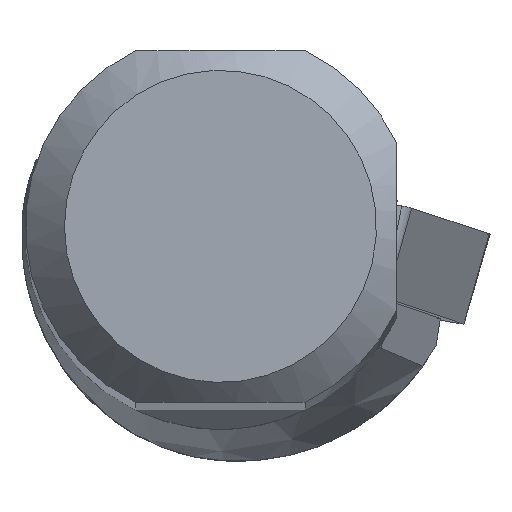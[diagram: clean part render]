
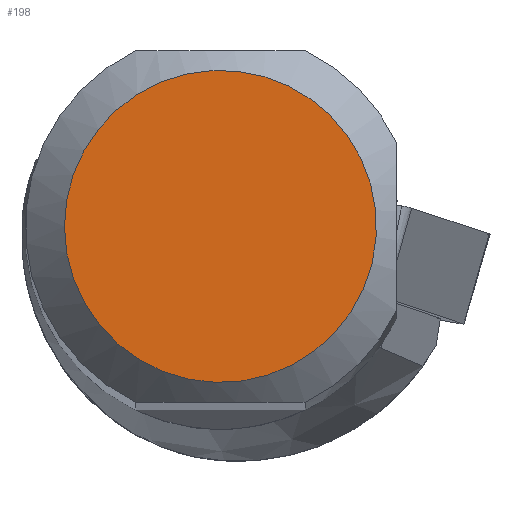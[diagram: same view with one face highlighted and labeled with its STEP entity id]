
A CAD part, top view. The second image highlights one B-rep face of the part: STEP entity #198.
In plain terms, the highlighted planar face has unit normal (0, 0, 1).
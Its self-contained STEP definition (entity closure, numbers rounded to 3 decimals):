
#154=FACE_OUTER_BOUND('',#405,.T.);
#198=ADVANCED_FACE('',(#154),#231,.T.);
#231=PLANE('',#1054);
#405=EDGE_LOOP('',(#582));
#582=ORIENTED_EDGE('',*,*,#850,.F.);
#744=VERTEX_POINT('',#1725);
#850=EDGE_CURVE('',#744,#744,#893,.T.);
#893=CIRCLE('',#1053,3.994);
#1053=AXIS2_PLACEMENT_3D('',#1724,#1266,#1267);
#1054=AXIS2_PLACEMENT_3D('',#1726,#1268,#1269);
#1266=DIRECTION('',(0.,0.,-1.));
#1267=DIRECTION('',(-1.,0.,0.));
#1268=DIRECTION('',(0.,0.,1.));
#1269=DIRECTION('',(-1.,0.,0.));
#1724=CARTESIAN_POINT('',(0.,0.,0.));
#1725=CARTESIAN_POINT('',(-3.994,0.,0.));
#1726=CARTESIAN_POINT('',(0.,0.,
0.));
